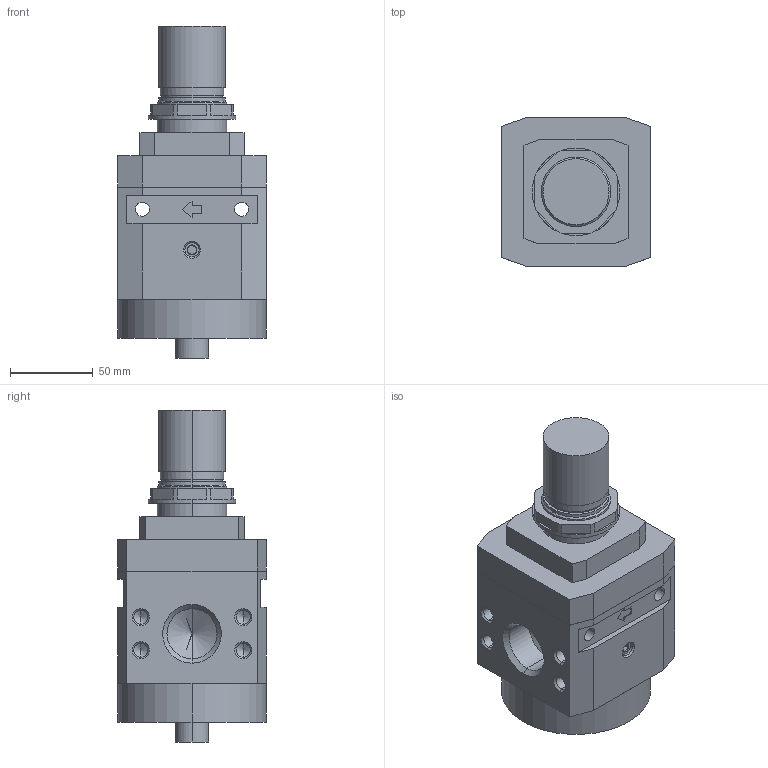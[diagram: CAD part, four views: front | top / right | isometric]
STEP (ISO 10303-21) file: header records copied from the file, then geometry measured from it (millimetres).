
FILE_DESCRIPTION((''),'2;1');
FILE_NAME('17402B_.stp','2003-06-16T15:02:02',('maffial1'),(''),'Autodesk Inventor 7','Autodesk Inventor 7','');
FILE_SCHEMA(('AUTOMOTIVE_DESIGN { 1 0 10303 214 1 1 1 1 }'));
Length unit declared in the file: millimetre
Products named in the file (4): 17402B_; 17402B_(1); RS_1702_12; RK_1701_020
Assembly tree (3 placements, depth 2):
  17402B_
    17402B_(1)
    RS_1702_12
    RK_1701_020
Bounding box: 90.2 x 90.2 x 201 mm (x, y, z)
Volume: 926120.9 mm3; surface area: 83324.5 mm2
Topology: 3 solids, 3 shells, 212 faces, 517 edges, 311 vertices
Faces by surface type: plane 81, bspline 49, cylinder 42, cone 36, torus 4
Entity records: 6580 total; most frequent: CARTESIAN_POINT 1698, DIRECTION 990, ORIENTED_EDGE 986, EDGE_CURVE 493, AXIS2_PLACEMENT_3D 339, VECTOR 312, LINE 312, VERTEX_POINT 311
